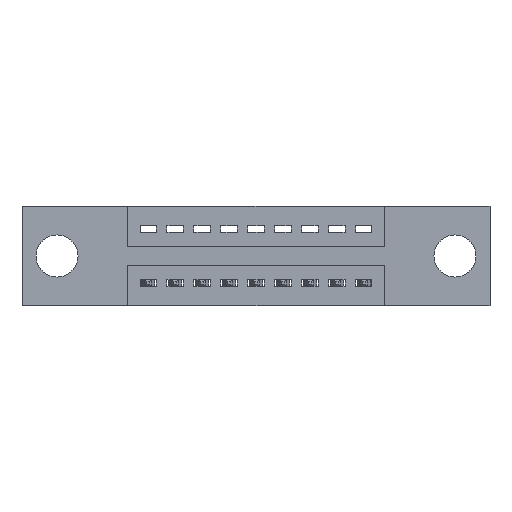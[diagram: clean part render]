
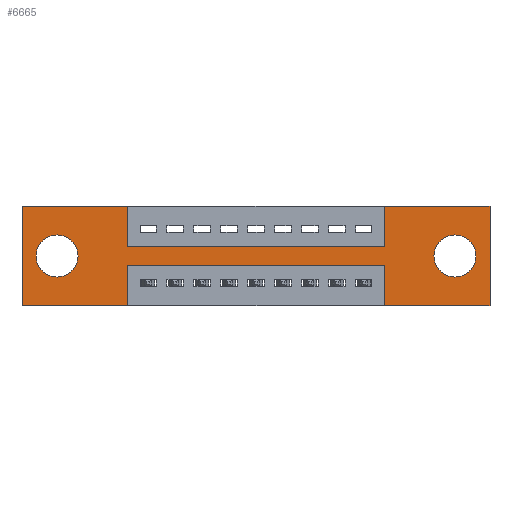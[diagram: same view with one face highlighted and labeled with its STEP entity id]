
A CAD part, front view. The second image highlights one B-rep face of the part: STEP entity #6665.
In plain terms, the highlighted planar face has unit normal (0, -1, 0).
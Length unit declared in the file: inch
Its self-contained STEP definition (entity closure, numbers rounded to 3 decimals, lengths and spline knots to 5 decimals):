
#38 = LINE ( 'NONE', #4080, #3973 ) ;
#789 = CIRCLE ( 'NONE', #10981, 0.078 ) ;
#980 = ORIENTED_EDGE ( 'NONE', *, *, #5047, .F. ) ;
#1090 = VERTEX_POINT ( 'NONE', #2678 ) ;
#1222 = CARTESIAN_POINT ( 'NONE',  ( 1.3425, 0., -0.22 ) ) ;
#1310 = LINE ( 'NONE', #6696, #2573 ) ;
#1324 = LINE ( 'NONE', #3231, #5174 ) ;
#1358 = LINE ( 'NONE', #7122, #5596 ) ;
#1398 = VERTEX_POINT ( 'NONE', #5872 ) ;
#1488 = DIRECTION ( 'NONE',  ( 1., 0., 0. ) ) ;
#1562 = CARTESIAN_POINT ( 'NONE',  ( 0.3925, 0., -0.15 ) ) ;
#1574 = DIRECTION ( 'NONE',  ( -1., 0., 0. ) ) ;
#1589 = LINE ( 'NONE', #2439, #7138 ) ;
#1926 = AXIS2_PLACEMENT_3D ( 'NONE', #9343, #7620, #4167 ) ;
#1960 = ORIENTED_EDGE ( 'NONE', *, *, #11039, .T. ) ;
#2030 = LINE ( 'NONE', #7854, #10190 ) ;
#2198 = CARTESIAN_POINT ( 'NONE',  ( 0.3925, 0., -0.22 ) ) ;
#2256 = CARTESIAN_POINT ( 'NONE',  ( 0.3925, 0., -0.22 ) ) ;
#2260 = EDGE_CURVE ( 'NONE', #11194, #1398, #5280, .T. ) ;
#2277 = DIRECTION ( 'NONE',  ( 0., 0., -1. ) ) ;
#2304 = DIRECTION ( 'NONE',  ( 0., 1., 0. ) ) ;
#2326 = VECTOR ( 'NONE', #2277, 39.37008 ) ;
#2327 = EDGE_CURVE ( 'NONE', #4830, #7882, #6601, .T. ) ;
#2347 = ORIENTED_EDGE ( 'NONE', *, *, #11088, .F. ) ;
#2439 = CARTESIAN_POINT ( 'NONE',  ( 1.735, 0., 0. ) ) ;
#2520 = PLANE ( 'NONE',  #1926 ) ;
#2535 = EDGE_CURVE ( 'NONE', #3428, #6624, #4025, .T. ) ;
#2573 = VECTOR ( 'NONE', #4209, 39.37008 ) ;
#2580 = VECTOR ( 'NONE', #10488, 39.37008 ) ;
#2668 = VECTOR ( 'NONE', #3171, 39.37008 ) ;
#2678 = CARTESIAN_POINT ( 'NONE',  ( 1.735, 0., -0.37 ) ) ;
#2710 = EDGE_CURVE ( 'NONE', #3587, #4830, #6320, .T. ) ;
#2945 = VECTOR ( 'NONE', #6796, 39.37008 ) ;
#3171 = DIRECTION ( 'NONE',  ( 1., 0., 0. ) ) ;
#3188 = VERTEX_POINT ( 'NONE', #4972 ) ;
#3215 = CARTESIAN_POINT ( 'NONE',  ( 0.13, 0., -0.263 ) ) ;
#3231 = CARTESIAN_POINT ( 'NONE',  ( 0., 0., 0. ) ) ;
#3264 = EDGE_CURVE ( 'NONE', #5527, #8336, #5640, .T. ) ;
#3387 = DIRECTION ( 'NONE',  ( -1., 0., 0. ) ) ;
#3428 = VERTEX_POINT ( 'NONE', #5422 ) ;
#3542 = CARTESIAN_POINT ( 'NONE',  ( 1.3425, 0., -0.37 ) ) ;
#3568 = CARTESIAN_POINT ( 'NONE',  ( 0., 0., -0.37 ) ) ;
#3587 = VERTEX_POINT ( 'NONE', #1222 ) ;
#3723 = DIRECTION ( 'NONE',  ( 0., 1., 0. ) ) ;
#3973 = VECTOR ( 'NONE', #1488, 39.37008 ) ;
#4025 = CIRCLE ( 'NONE', #4206, 0.078 ) ;
#4080 = CARTESIAN_POINT ( 'NONE',  ( 0., 0., 0. ) ) ;
#4090 = CARTESIAN_POINT ( 'NONE',  ( 0.3925, 0., -0.37 ) ) ;
#4116 = CARTESIAN_POINT ( 'NONE',  ( 1.3425, 0., 0. ) ) ;
#4120 = ORIENTED_EDGE ( 'NONE', *, *, #9927, .F. ) ;
#4156 = AXIS2_PLACEMENT_3D ( 'NONE', #8404, #5925, #9348 ) ;
#4167 = DIRECTION ( 'NONE',  ( 0., 0., -1. ) ) ;
#4178 = EDGE_CURVE ( 'NONE', #8336, #5778, #38, .T. ) ;
#4206 = AXIS2_PLACEMENT_3D ( 'NONE', #10707, #3723, #8072 ) ;
#4209 = DIRECTION ( 'NONE',  ( -1., 0., 0. ) ) ;
#4251 = CARTESIAN_POINT ( 'NONE',  ( 0.13, 0., -0.185 ) ) ;
#4294 = ORIENTED_EDGE ( 'NONE', *, *, #11061, .T. ) ;
#4323 = CARTESIAN_POINT ( 'NONE',  ( 0., 0., 0. ) ) ;
#4475 = VERTEX_POINT ( 'NONE', #10811 ) ;
#4830 = VERTEX_POINT ( 'NONE', #2256 ) ;
#4849 = DIRECTION ( 'NONE',  ( 0., 0., 1. ) ) ;
#4972 = CARTESIAN_POINT ( 'NONE',  ( 0.13, 0., -0.107 ) ) ;
#5005 = ORIENTED_EDGE ( 'NONE', *, *, #10089, .F. ) ;
#5047 = EDGE_CURVE ( 'NONE', #8479, #5527, #1358, .T. ) ;
#5072 = EDGE_LOOP ( 'NONE', ( #1960, #6306 ) ) ;
#5138 = CARTESIAN_POINT ( 'NONE',  ( 1.3425, 0., -0.15 ) ) ;
#5174 = VECTOR ( 'NONE', #6883, 39.37008 ) ;
#5280 = LINE ( 'NONE', #6611, #2668 ) ;
#5314 = CIRCLE ( 'NONE', #4156, 0.078 ) ;
#5422 = CARTESIAN_POINT ( 'NONE',  ( 1.605, 0., -0.263 ) ) ;
#5527 = VERTEX_POINT ( 'NONE', #5138 ) ;
#5596 = VECTOR ( 'NONE', #9961, 39.37008 ) ;
#5640 = LINE ( 'NONE', #10726, #9157 ) ;
#5664 = VECTOR ( 'NONE', #3387, 39.37008 ) ;
#5778 = VERTEX_POINT ( 'NONE', #8456 ) ;
#5872 = CARTESIAN_POINT ( 'NONE',  ( 0.3925, 0., 0. ) ) ;
#5925 = DIRECTION ( 'NONE',  ( 0., 1., 0. ) ) ;
#6020 = CARTESIAN_POINT ( 'NONE',  ( 0.3925, 0., -0.37 ) ) ;
#6246 = EDGE_CURVE ( 'NONE', #1090, #4475, #2030, .T. ) ;
#6306 = ORIENTED_EDGE ( 'NONE', *, *, #10322, .T. ) ;
#6320 = LINE ( 'NONE', #2198, #5664 ) ;
#6368 = VERTEX_POINT ( 'NONE', #3215 ) ;
#6549 = CARTESIAN_POINT ( 'NONE',  ( 1.605, 0., -0.107 ) ) ;
#6567 = CARTESIAN_POINT ( 'NONE',  ( 0.3925, 0., 0. ) ) ;
#6570 = ORIENTED_EDGE ( 'NONE', *, *, #7831, .F. ) ;
#6601 = LINE ( 'NONE', #6020, #2945 ) ;
#6611 = CARTESIAN_POINT ( 'NONE',  ( 0., 0., 0. ) ) ;
#6624 = VERTEX_POINT ( 'NONE', #6549 ) ;
#6665 = ADVANCED_FACE ( 'NONE', ( #9775, #8660, #8263 ), #2520, .T. ) ;
#6696 = CARTESIAN_POINT ( 'NONE',  ( 0., 0., -0.37 ) ) ;
#6735 = VERTEX_POINT ( 'NONE', #3568 ) ;
#6796 = DIRECTION ( 'NONE',  ( 0., 0., -1. ) ) ;
#6883 = DIRECTION ( 'NONE',  ( 0., 0., 1. ) ) ;
#6897 = ORIENTED_EDGE ( 'NONE', *, *, #3264, .F. ) ;
#6941 = LINE ( 'NONE', #6567, #2326 ) ;
#7040 = EDGE_CURVE ( 'NONE', #6735, #11194, #1324, .T. ) ;
#7122 = CARTESIAN_POINT ( 'NONE',  ( 0.3925, 0., -0.15 ) ) ;
#7138 = VECTOR ( 'NONE', #11174, 39.37008 ) ;
#7378 = EDGE_LOOP ( 'NONE', ( #9119, #10878, #4120, #10960, #6570, #8999, #6897, #980, #5005, #8748, #8510, #2347 ) ) ;
#7382 = ORIENTED_EDGE ( 'NONE', *, *, #2535, .T. ) ;
#7558 = AXIS2_PLACEMENT_3D ( 'NONE', #7975, #2304, #4849 ) ;
#7620 = DIRECTION ( 'NONE',  ( 0., -1., 0. ) ) ;
#7733 = EDGE_LOOP ( 'NONE', ( #4294, #7382 ) ) ;
#7831 = EDGE_CURVE ( 'NONE', #5778, #1090, #1589, .T. ) ;
#7854 = CARTESIAN_POINT ( 'NONE',  ( 0., 0., -0.37 ) ) ;
#7882 = VERTEX_POINT ( 'NONE', #4090 ) ;
#7975 = CARTESIAN_POINT ( 'NONE',  ( 0.13, 0., -0.185 ) ) ;
#8072 = DIRECTION ( 'NONE',  ( 0., 0., -1. ) ) ;
#8263 = FACE_OUTER_BOUND ( 'NONE', #7378, .T. ) ;
#8336 = VERTEX_POINT ( 'NONE', #4116 ) ;
#8404 = CARTESIAN_POINT ( 'NONE',  ( 1.605, 0., -0.185 ) ) ;
#8456 = CARTESIAN_POINT ( 'NONE',  ( 1.735, 0., 0. ) ) ;
#8479 = VERTEX_POINT ( 'NONE', #1562 ) ;
#8510 = ORIENTED_EDGE ( 'NONE', *, *, #7040, .F. ) ;
#8660 = FACE_BOUND ( 'NONE', #5072, .T. ) ;
#8748 = ORIENTED_EDGE ( 'NONE', *, *, #2260, .F. ) ;
#8999 = ORIENTED_EDGE ( 'NONE', *, *, #4178, .F. ) ;
#9021 = DIRECTION ( 'NONE',  ( 0., 0., 1. ) ) ;
#9119 = ORIENTED_EDGE ( 'NONE', *, *, #2327, .F. ) ;
#9157 = VECTOR ( 'NONE', #9021, 39.37008 ) ;
#9343 = CARTESIAN_POINT ( 'NONE',  ( 0., 0., -0.37 ) ) ;
#9348 = DIRECTION ( 'NONE',  ( 0., 0., -1. ) ) ;
#9426 = DIRECTION ( 'NONE',  ( 0., 1., 0. ) ) ;
#9775 = FACE_BOUND ( 'NONE', #7733, .T. ) ;
#9927 = EDGE_CURVE ( 'NONE', #4475, #3587, #10068, .T. ) ;
#9961 = DIRECTION ( 'NONE',  ( 1., 0., 0. ) ) ;
#10068 = LINE ( 'NONE', #3542, #2580 ) ;
#10089 = EDGE_CURVE ( 'NONE', #1398, #8479, #6941, .T. ) ;
#10190 = VECTOR ( 'NONE', #1574, 39.37008 ) ;
#10322 = EDGE_CURVE ( 'NONE', #6368, #3188, #10614, .T. ) ;
#10488 = DIRECTION ( 'NONE',  ( 0., 0., 1. ) ) ;
#10614 = CIRCLE ( 'NONE', #7558, 0.078 ) ;
#10707 = CARTESIAN_POINT ( 'NONE',  ( 1.605, 0., -0.185 ) ) ;
#10726 = CARTESIAN_POINT ( 'NONE',  ( 1.3425, 0., 0. ) ) ;
#10811 = CARTESIAN_POINT ( 'NONE',  ( 1.3425, 0., -0.37 ) ) ;
#10878 = ORIENTED_EDGE ( 'NONE', *, *, #2710, .F. ) ;
#10960 = ORIENTED_EDGE ( 'NONE', *, *, #6246, .F. ) ;
#10981 = AXIS2_PLACEMENT_3D ( 'NONE', #4251, #9426, #11076 ) ;
#11039 = EDGE_CURVE ( 'NONE', #3188, #6368, #789, .T. ) ;
#11061 = EDGE_CURVE ( 'NONE', #6624, #3428, #5314, .T. ) ;
#11076 = DIRECTION ( 'NONE',  ( 0., 0., 1. ) ) ;
#11088 = EDGE_CURVE ( 'NONE', #7882, #6735, #1310, .T. ) ;
#11174 = DIRECTION ( 'NONE',  ( 0., 0., -1. ) ) ;
#11194 = VERTEX_POINT ( 'NONE', #4323 ) ;
